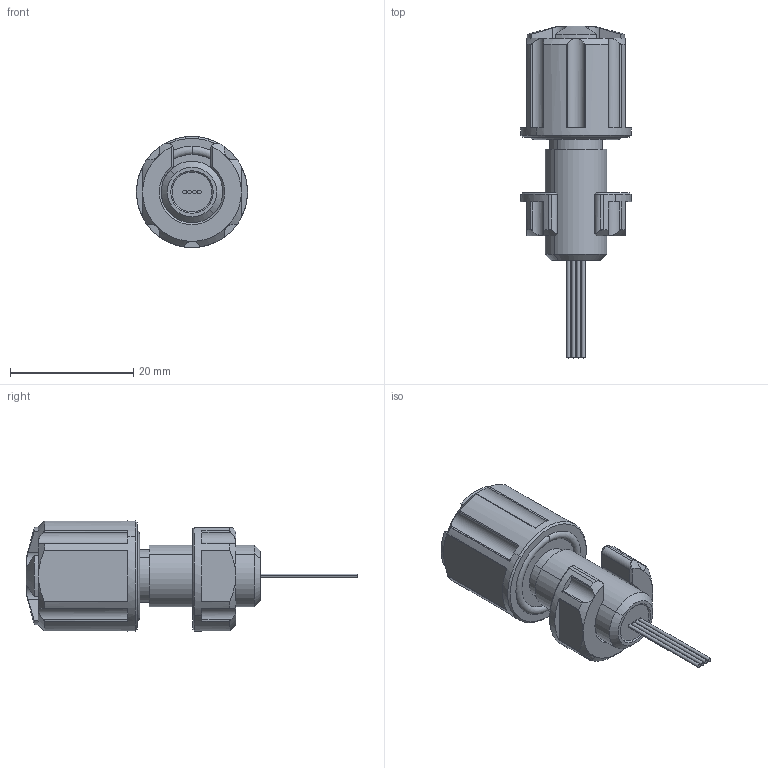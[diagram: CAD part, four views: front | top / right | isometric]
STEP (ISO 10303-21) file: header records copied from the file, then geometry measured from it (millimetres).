
FILE_DESCRIPTION (( 'STEP AP203' ), '1' );
FILE_NAME ('5837旮僅換覜ん俋夤.STEP', '2024-11-18T06:47:33', ( '' ), ( '' ), 'SwSTEP 2.0', 'SolidWorks 2022', '' );
FILE_SCHEMA (( 'CONFIG_CONTROL_DESIGN' ));
Length unit declared in the file: millimetre
Products named in the file (1): 5837旮僅換覜ん俋夤
Bounding box: 18 x 53.8 x 17.97 mm (x, y, z)
Volume: 5821.6 mm3; surface area: 3587.3 mm2
Topology: 2 solids, 2 shells, 240 faces, 641 edges, 403 vertices
Faces by surface type: cylinder 112, plane 68, cone 52, torus 6, bspline 2
Entity records: 8051 total; most frequent: CARTESIAN_POINT 1963, DIRECTION 1292, ORIENTED_EDGE 1278, EDGE_CURVE 639, AXIS2_PLACEMENT_3D 516, VERTEX_POINT 403, CIRCLE 277, LINE 260
